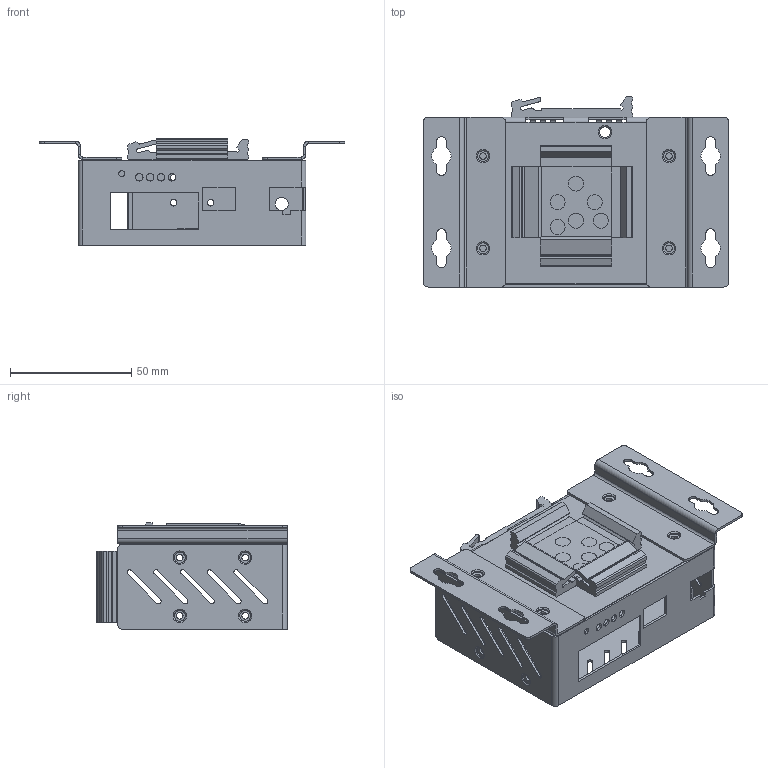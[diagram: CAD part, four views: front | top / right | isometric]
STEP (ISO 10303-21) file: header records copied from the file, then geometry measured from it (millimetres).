
FILE_DESCRIPTION(/* description */ (''),/* implementation_level */ '2;1');
FILE_NAME(/* name */ 'Unipi Gate G100v1.0.step',/* time_stamp */ '2023-08-01T07:56:16+02:00',/* author */ (''),/* organization */ (''),/* preprocessor_version */ 'ST-DEVELOPER v20',/* originating_system */ 'Autodesk Translation Framework v12.9.0.99',/* authorisation */ '');
FILE_SCHEMA (('AUTOMOTIVE_DESIGN { 1 0 10303 214 3 1 1 }'));
Length unit declared in the file: millimetre
Products named in the file (5): SESTAVA G100v1.0; Cover G100; Housing; Wall mount; DIN holder GATE 29,4mm(EMKO) v1
Assembly tree (7 placements, depth 2):
  SESTAVA G100v1.0
    Cover G100
    Housing
    Wall mount  x2
    DIN holder GATE 29,4mm(EMKO) v1  x3
Bounding box: 126 x 78.5 x 43.85 mm (x, y, z)
Volume: 45725 mm3; surface area: 71112.6 mm2
Topology: 7 solids, 7 shells, 692 faces, 1865 edges, 1167 vertices
Faces by surface type: plane 445, cylinder 219, cone 28
Full cylindrical faces by diameter (mm): 2.5 x1, 2.7 x21, 3.1 x4, 3.2 x9, 4.5 x19, 5.4 x1
Entity records: 17568 total; most frequent: DIRECTION 3008, ORIENTED_EDGE 2974, CARTESIAN_POINT 2974, EDGE_CURVE 1487, LINE 1094, VECTOR 1094, AXIS2_PLACEMENT_3D 957, VERTEX_POINT 923
